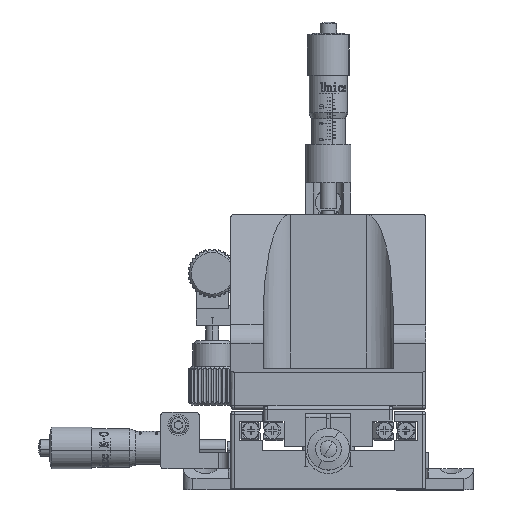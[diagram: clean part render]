
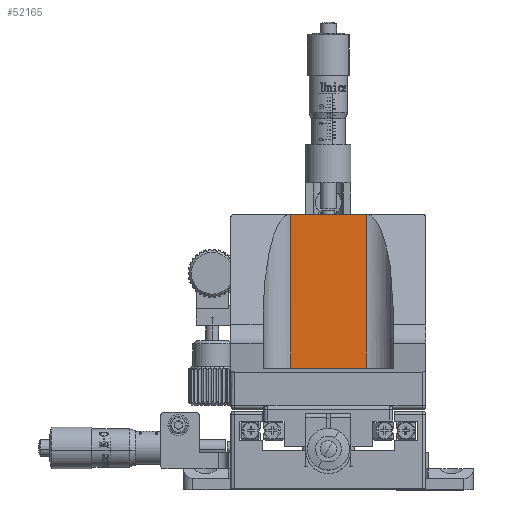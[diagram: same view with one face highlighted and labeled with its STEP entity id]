
A CAD part, top view. The second image highlights one B-rep face of the part: STEP entity #52165.
In plain terms, the highlighted planar face has unit normal (0, 0, 1).
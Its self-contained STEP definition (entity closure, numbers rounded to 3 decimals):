
#59 = VERTEX_POINT ( 'NONE', #68648 ) ;
#555 = CARTESIAN_POINT ( 'NONE',  ( -7.819, -28.377, 101.55 ) ) ;
#6814 = CARTESIAN_POINT ( 'NONE',  ( -7.819, 19.623, 101.55 ) ) ;
#11109 = EDGE_CURVE ( 'NONE', #59, #19767, #54914, .T. ) ;
#14330 = AXIS2_PLACEMENT_3D ( 'NONE', #65262, #46827, #39332 ) ;
#14597 = DIRECTION ( 'NONE',  ( 0., 1., 0. ) ) ;
#15817 = DIRECTION ( 'NONE',  ( -1., 0., 0. ) ) ;
#16790 = ORIENTED_EDGE ( 'NONE', *, *, #76738, .T. ) ;
#19559 = LINE ( 'NONE', #29092, #63902 ) ;
#19767 = VERTEX_POINT ( 'NONE', #72302 ) ;
#22279 = LINE ( 'NONE', #555, #84049 ) ;
#29092 = CARTESIAN_POINT ( 'NONE',  ( -26.319, 19.623, 101.55 ) ) ;
#29399 = LINE ( 'NONE', #62882, #76828 ) ;
#33632 = VERTEX_POINT ( 'NONE', #6814 ) ;
#35329 = VECTOR ( 'NONE', #14597, 1000. ) ;
#35695 = EDGE_CURVE ( 'NONE', #59, #64856, #29399, .T. ) ;
#39332 = DIRECTION ( 'NONE',  ( -1., 0., 0. ) ) ;
#43215 = EDGE_CURVE ( 'NONE', #64856, #33632, #22279, .T. ) ;
#46827 = DIRECTION ( 'NONE',  ( 0., 0., -1. ) ) ;
#47038 = ORIENTED_EDGE ( 'NONE', *, *, #43215, .F. ) ;
#52165 = ADVANCED_FACE ( 'NONE', ( #57662 ), #59776, .F. ) ;
#54369 = CARTESIAN_POINT ( 'NONE',  ( 15.681, -28.377, 101.55 ) ) ;
#54914 = LINE ( 'NONE', #54369, #35329 ) ;
#57662 = FACE_OUTER_BOUND ( 'NONE', #77569, .T. ) ;
#58589 = ORIENTED_EDGE ( 'NONE', *, *, #35695, .F. ) ;
#59776 = PLANE ( 'NONE',  #14330 ) ;
#61443 = CARTESIAN_POINT ( 'NONE',  ( -7.819, -28.377, 101.55 ) ) ;
#62882 = CARTESIAN_POINT ( 'NONE',  ( -7.819, -28.377, 101.55 ) ) ;
#63902 = VECTOR ( 'NONE', #15817, 1000. ) ;
#64856 = VERTEX_POINT ( 'NONE', #61443 ) ;
#65262 = CARTESIAN_POINT ( 'NONE',  ( -7.819, -28.377, 101.55 ) ) ;
#68648 = CARTESIAN_POINT ( 'NONE',  ( 15.681, -28.377, 101.55 ) ) ;
#72302 = CARTESIAN_POINT ( 'NONE',  ( 15.681, 19.623, 101.55 ) ) ;
#76160 = DIRECTION ( 'NONE',  ( -1., 0., 0. ) ) ;
#76738 = EDGE_CURVE ( 'NONE', #19767, #33632, #19559, .T. ) ;
#76828 = VECTOR ( 'NONE', #76160, 1000. ) ;
#77569 = EDGE_LOOP ( 'NONE', ( #16790, #47038, #58589, #82853 ) ) ;
#82853 = ORIENTED_EDGE ( 'NONE', *, *, #11109, .T. ) ;
#84049 = VECTOR ( 'NONE', #85191, 1000. ) ;
#85191 = DIRECTION ( 'NONE',  ( 0., 1., 0. ) ) ;
